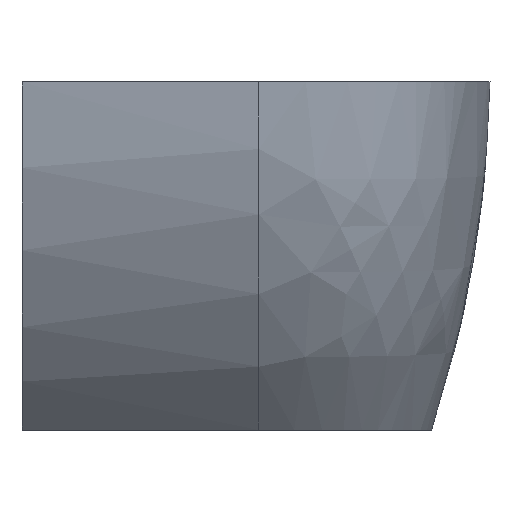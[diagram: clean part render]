
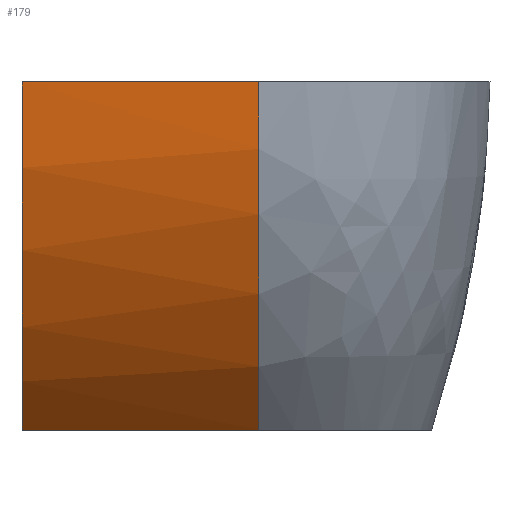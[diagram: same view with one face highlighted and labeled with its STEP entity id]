
A CAD part, left-side view. The second image highlights one B-rep face of the part: STEP entity #179.
In plain terms, the highlighted free-form (B-spline) face has degree [3, 1] with [9, 2] control points.
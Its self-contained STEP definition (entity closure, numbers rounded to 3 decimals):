
#179=ADVANCED_FACE('',(#361),#2714,.T.);
#361=FACE_OUTER_BOUND('',#542,.T.);
#542=EDGE_LOOP('',(#1374,#1375,#1376,#1377));
#1374=ORIENTED_EDGE('',*,*,#1840,.T.);
#1375=ORIENTED_EDGE('',*,*,#1436,.T.);
#1376=ORIENTED_EDGE('',*,*,#1839,.T.);
#1377=ORIENTED_EDGE('',*,*,#1737,.F.);
#1436=EDGE_CURVE('',#2312,#2313,#1969,.T.);
#1737=EDGE_CURVE('',#2508,#2513,#2207,.T.);
#1839=EDGE_CURVE('',#2313,#2513,#2288,.T.);
#1840=EDGE_CURVE('',#2508,#2312,#2289,.T.);
#1969=B_SPLINE_CURVE_WITH_KNOTS('',1,(#10094,#10095),.UNSPECIFIED.,.F.,
 .F.,(2,2),(0.,405.),.UNSPECIFIED.);
#2207=B_SPLINE_CURVE_WITH_KNOTS('',1,(#12297,#12298),.UNSPECIFIED.,.F.,
 .F.,(2,2),(-405.,0.),.UNSPECIFIED.);
#2288=B_SPLINE_CURVE_WITH_KNOTS('',3,(#13089,#13090,#13091,#13092,#13093,
#13094,#13095),.UNSPECIFIED.,.F.,.F.,(4,1,1,1,4),(0.,169.496,338.991,
508.487,677.982),.UNSPECIFIED.);
#2289=B_SPLINE_CURVE_WITH_KNOTS('',3,(#13096,#13097,#13098,#13099,#13100,
#13101,#13102),.UNSPECIFIED.,.F.,.F.,(4,1,1,1,4),(-677.982,-508.487,
-338.991,-169.496,0.),.UNSPECIFIED.);
#2312=VERTEX_POINT('',#9799);
#2313=VERTEX_POINT('',#9800);
#2508=VERTEX_POINT('',#9995);
#2513=VERTEX_POINT('',#10000);
#2714=B_SPLINE_SURFACE_WITH_KNOTS('',3,1,((#9267,#9268),(#9269,#9270),(#9271,
#9272),(#9273,#9274),(#9275,#9276),(#9277,#9278),(#9279,#9280),(#9281,#9282),
(#9283,#9284)),.UNSPECIFIED.,.F.,.F.,.F.,(4,1,1,1,1,1,4),(2,2),(0.,13.558,
183.039,352.519,522.,691.48,705.039),
(0.,409.161),.UNSPECIFIED.);
#9267=CARTESIAN_POINT('',(-559.9,-407.081,-8.963));
#9268=CARTESIAN_POINT('',(-559.9,2.081,-8.963));
#9269=CARTESIAN_POINT('',(-563.29,-407.081,-6.002));
#9270=CARTESIAN_POINT('',(-563.29,2.081,-6.002));
#9271=CARTESIAN_POINT('',(-608.744,-407.081,34.333));
#9272=CARTESIAN_POINT('',(-608.744,2.081,34.333));
#9273=CARTESIAN_POINT('',(-687.851,-407.081,121.367));
#9274=CARTESIAN_POINT('',(-687.851,2.081,121.367));
#9275=CARTESIAN_POINT('',(-774.941,-407.081,266.939));
#9276=CARTESIAN_POINT('',(-774.941,2.081,266.939));
#9277=CARTESIAN_POINT('',(-831.6,-407.081,426.833));
#9278=CARTESIAN_POINT('',(-831.6,2.081,426.833));
#9279=CARTESIAN_POINT('',(-848.24,-407.081,543.262));
#9280=CARTESIAN_POINT('',(-848.24,2.081,543.262));
#9281=CARTESIAN_POINT('',(-850.348,-407.081,603.996));
#9282=CARTESIAN_POINT('',(-850.348,2.081,603.996));
#9283=CARTESIAN_POINT('',(-850.468,-407.081,608.496));
#9284=CARTESIAN_POINT('',(-850.468,2.081,608.496));
#9799=CARTESIAN_POINT('',(-570.,0.,0.));
#9800=CARTESIAN_POINT('',(-570.,-405.,0.));
#9995=CARTESIAN_POINT('',(-850.,0.,595.));
#10000=CARTESIAN_POINT('',(-850.,-405.,595.));
#10094=CARTESIAN_POINT('',(-570.,0.,0.));
#10095=CARTESIAN_POINT('',(-570.,-405.,0.));
#12297=CARTESIAN_POINT('',(-850.,0.,595.));
#12298=CARTESIAN_POINT('',(-850.,-405.,595.));
#13089=CARTESIAN_POINT('',(-570.,-405.,0.));
#13090=CARTESIAN_POINT('',(-611.787,-405.,37.681));
#13091=CARTESIAN_POINT('',(-687.851,-405.,121.367));
#13092=CARTESIAN_POINT('',(-774.941,-405.,266.939));
#13093=CARTESIAN_POINT('',(-831.6,-405.,426.833));
#13094=CARTESIAN_POINT('',(-847.6,-405.,538.784));
#13095=CARTESIAN_POINT('',(-850.,-405.,595.));
#13096=CARTESIAN_POINT('',(-850.,0.,595.));
#13097=CARTESIAN_POINT('',(-847.6,0.,538.784));
#13098=CARTESIAN_POINT('',(-831.6,0.,426.833));
#13099=CARTESIAN_POINT('',(-774.941,0.,266.939));
#13100=CARTESIAN_POINT('',(-687.851,0.,121.367));
#13101=CARTESIAN_POINT('',(-611.787,0.,37.681));
#13102=CARTESIAN_POINT('',(-570.,0.,0.));
